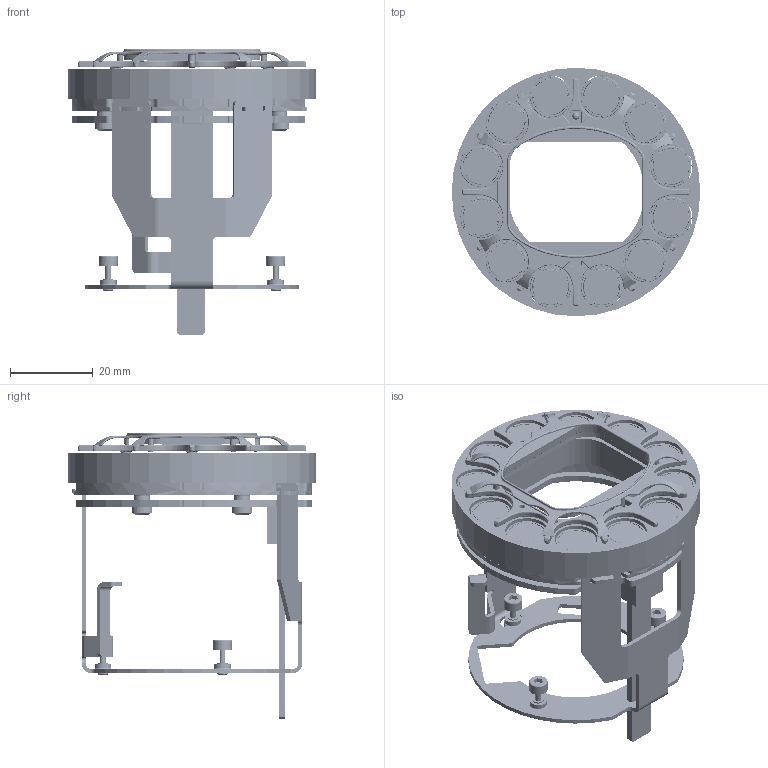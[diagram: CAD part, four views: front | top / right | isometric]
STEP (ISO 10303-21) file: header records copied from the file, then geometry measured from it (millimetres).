
FILE_DESCRIPTION (( 'STEP AP214' ), '1' );
FILE_NAME ('6GF35408DAx2_001_STEP.STEP', '2021-01-18T08:41:56', ( '' ), ( '' ), 'SwSTEP 2.0', 'SolidWorks 2019', '' );
FILE_SCHEMA (( 'AUTOMOTIVE_DESIGN' ));
Length unit declared in the file: millimetre
Products named in the file (1): 6GF35408DAx2_001_STEP
Bounding box: 60 x 60 x 68.85 mm (x, y, z)
Volume: 23562 mm3; surface area: 32683.2 mm2
Topology: 1 solids, 4 shells, 5566 faces, 15886 edges, 9999 vertices
Faces by surface type: plane 2058, cylinder 1587, bspline 1195, cone 726
Full cylindrical faces by diameter (mm): 1.4 x3, 1.8 x5, 2.2 x4, 2.4 x27, 2.5 x9, 2.6 x20, 2.8 x4, 3.993 x3, 4 x3, 4.5 x3, 5 x3, 8.856 x12, 10.4 x10, 60 x1
Entity records: 284202 total; most frequent: CARTESIAN_POINT 92972, ORIENTED_EDGE 30842, DIRECTION 23040, EDGE_CURVE 15421, VERTEX_POINT 9840, AXIS2_PLACEMENT_3D 8484, EDGE_LOOP 6097, LINE 6072
